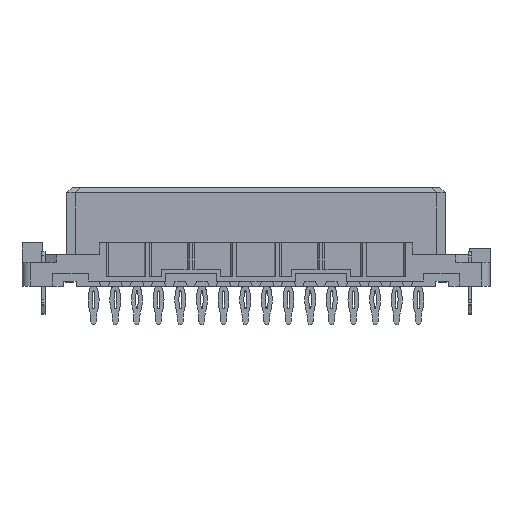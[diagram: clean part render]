
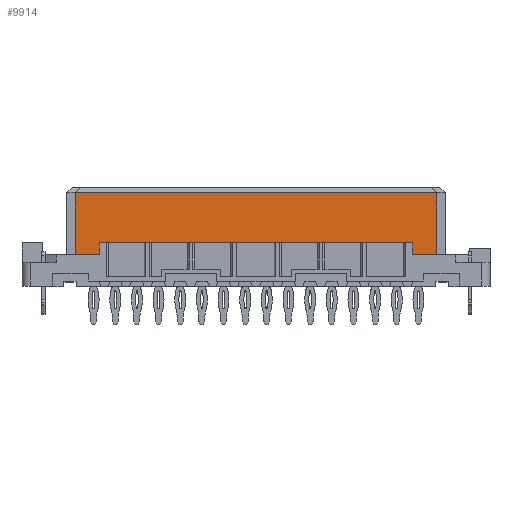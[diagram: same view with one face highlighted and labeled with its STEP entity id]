
A CAD part, top view. The second image highlights one B-rep face of the part: STEP entity #9914.
In plain terms, the highlighted planar face has unit normal (0, 0, 1).
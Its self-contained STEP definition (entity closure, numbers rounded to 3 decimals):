
#35=CARTESIAN_POINT('',(21.2,5.76,3.));
#36=VERTEX_POINT('',#35);
#53=CARTESIAN_POINT('',(-21.2,5.76,3.));
#54=VERTEX_POINT('',#53);
#61=CARTESIAN_POINT('',(-21.2,5.76,3.));
#62=DIRECTION('',(1.,0.,0.));
#63=VECTOR('',#62,42.4);
#64=LINE('',#61,#63);
#65=EDGE_CURVE('',#54,#36,#64,.T.);
#7324=CARTESIAN_POINT('',(21.2,-1.5,3.));
#7325=VERTEX_POINT('',#7324);
#7326=CARTESIAN_POINT('',(21.2,5.76,3.));
#7327=DIRECTION('',(0.,-1.,0.));
#7328=VECTOR('',#7327,7.26);
#7329=LINE('',#7326,#7328);
#7330=EDGE_CURVE('',#36,#7325,#7329,.T.);
#7357=CARTESIAN_POINT('',(-21.2,-1.5,3.));
#7358=VERTEX_POINT('',#7357);
#7365=CARTESIAN_POINT('',(-21.2,-1.5,3.));
#7366=DIRECTION('',(0.,1.,0.));
#7367=VECTOR('',#7366,7.26);
#7368=LINE('',#7365,#7367);
#7369=EDGE_CURVE('',#7358,#54,#7368,.T.);
#9866=CARTESIAN_POINT('',(0.,2.13,3.));
#9867=DIRECTION('',(1.,0.,0.));
#9868=DIRECTION('',(0.,0.,1.));
#9869=AXIS2_PLACEMENT_3D('',#9866,#9868,#9867);
#9870=PLANE('',#9869);
#9871=ORIENTED_EDGE('',*,*,#7330,.F.);
#9872=ORIENTED_EDGE('',*,*,#65,.F.);
#9873=ORIENTED_EDGE('',*,*,#7369,.F.);
#9874=CARTESIAN_POINT('',(-18.36,-1.5,3.));
#9875=VERTEX_POINT('',#9874);
#9876=CARTESIAN_POINT('',(-21.2,-1.5,3.));
#9877=DIRECTION('',(1.,0.,0.));
#9878=VECTOR('',#9877,2.84);
#9879=LINE('',#9876,#9878);
#9880=EDGE_CURVE('',#7358,#9875,#9879,.T.);
#9881=ORIENTED_EDGE('',*,*,#9880,.T.);
#9882=CARTESIAN_POINT('',(-18.36,-0.1,3.));
#9883=VERTEX_POINT('',#9882);
#9884=CARTESIAN_POINT('',(-18.36,-1.5,3.));
#9885=DIRECTION('',(0.,1.,0.));
#9886=VECTOR('',#9885,1.4);
#9887=LINE('',#9884,#9886);
#9888=EDGE_CURVE('',#9875,#9883,#9887,.T.);
#9889=ORIENTED_EDGE('',*,*,#9888,.T.);
#9890=CARTESIAN_POINT('',(18.36,-0.1,3.));
#9891=VERTEX_POINT('',#9890);
#9892=CARTESIAN_POINT('',(-18.36,-0.1,3.));
#9893=DIRECTION('',(1.,0.,0.));
#9894=VECTOR('',#9893,36.72);
#9895=LINE('',#9892,#9894);
#9896=EDGE_CURVE('',#9883,#9891,#9895,.T.);
#9897=ORIENTED_EDGE('',*,*,#9896,.T.);
#9898=CARTESIAN_POINT('',(18.36,-1.5,3.));
#9899=VERTEX_POINT('',#9898);
#9900=CARTESIAN_POINT('',(18.36,-0.1,3.));
#9901=DIRECTION('',(0.,-1.,0.));
#9902=VECTOR('',#9901,1.4);
#9903=LINE('',#9900,#9902);
#9904=EDGE_CURVE('',#9891,#9899,#9903,.T.);
#9905=ORIENTED_EDGE('',*,*,#9904,.T.);
#9906=CARTESIAN_POINT('',(18.36,-1.5,3.));
#9907=DIRECTION('',(1.,0.,0.));
#9908=VECTOR('',#9907,2.84);
#9909=LINE('',#9906,#9908);
#9910=EDGE_CURVE('',#9899,#7325,#9909,.T.);
#9911=ORIENTED_EDGE('',*,*,#9910,.T.);
#9912=EDGE_LOOP('',(#9871,#9872,#9873,#9881,#9889,#9897,#9905,#9911));
#9913=FACE_OUTER_BOUND('',#9912,.T.);
#9914=ADVANCED_FACE('',(#9913),#9870,.T.);
